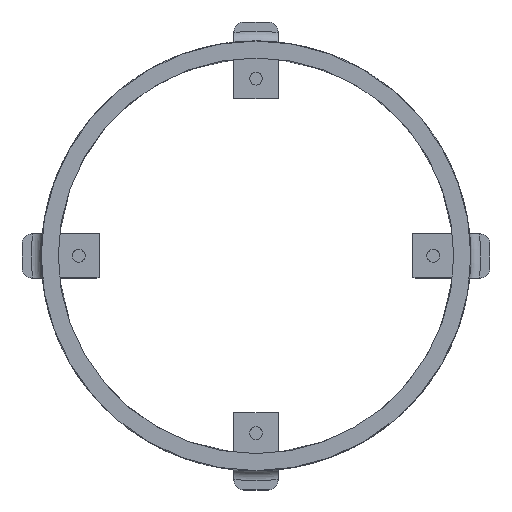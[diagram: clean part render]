
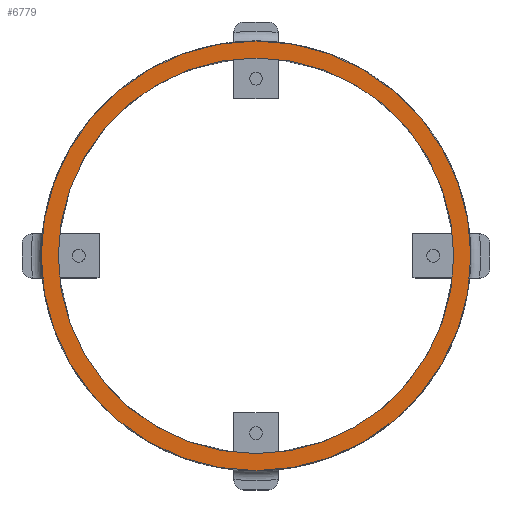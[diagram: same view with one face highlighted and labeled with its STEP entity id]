
A CAD part, top view. The second image highlights one B-rep face of the part: STEP entity #6779.
In plain terms, the highlighted planar face has unit normal (0, 0, 1).
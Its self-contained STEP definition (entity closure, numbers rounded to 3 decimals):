
#355=PLANE('',#7171);
#403=FACE_BOUND('',#1221,.T.);
#788=FACE_OUTER_BOUND('',#1220,.T.);
#1220=EDGE_LOOP('',(#6337));
#1221=EDGE_LOOP('',(#6338));
#1749=CIRCLE('',#7029,21.9);
#1809=CIRCLE('',#7170,20.16);
#3178=VERTEX_POINT('',#14527);
#3305=VERTEX_POINT('',#15140);
#4124=EDGE_CURVE('',#3178,#3178,#1749,.T.);
#4314=EDGE_CURVE('',#3305,#3305,#1809,.T.);
#6337=ORIENTED_EDGE('',*,*,#4124,.T.);
#6338=ORIENTED_EDGE('',*,*,#4314,.T.);
#6779=ADVANCED_FACE('',(#788,#403),#355,.T.);
#7029=AXIS2_PLACEMENT_3D('',#14528,#7980,#7981);
#7170=AXIS2_PLACEMENT_3D('',#15141,#8359,#8360);
#7171=AXIS2_PLACEMENT_3D('',#15144,#8363,#8364);
#7980=DIRECTION('center_axis',(0.,0.,1.));
#7981=DIRECTION('ref_axis',(1.,0.,0.));
#8359=DIRECTION('center_axis',(0.,0.,-1.));
#8360=DIRECTION('ref_axis',(1.,0.,0.));
#8363=DIRECTION('center_axis',(0.,0.,1.));
#8364=DIRECTION('ref_axis',(1.,0.,0.));
#14527=CARTESIAN_POINT('',(-21.9,0.,12.));
#14528=CARTESIAN_POINT('Origin',(0.,0.,12.));
#15140=CARTESIAN_POINT('',(-20.16,0.,12.));
#15141=CARTESIAN_POINT('Origin',(0.,0.,12.));
#15144=CARTESIAN_POINT('Origin',(0.,0.,12.));
